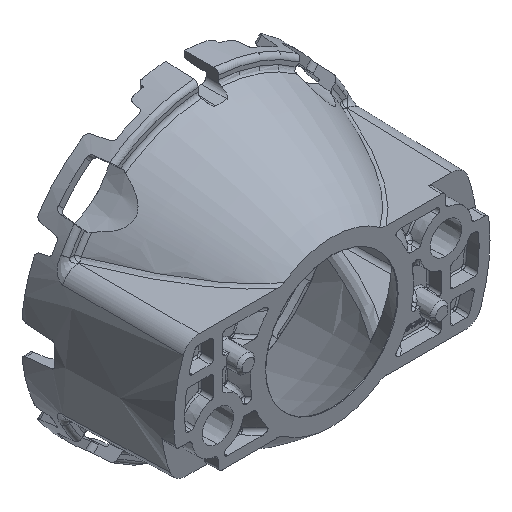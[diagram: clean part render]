
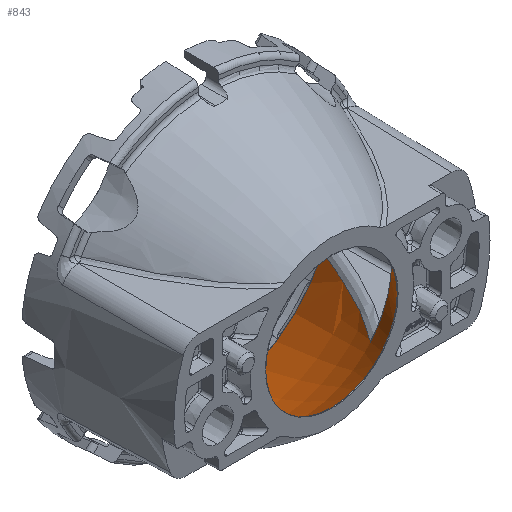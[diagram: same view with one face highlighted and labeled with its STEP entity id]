
A CAD part, isometric view. The second image highlights one B-rep face of the part: STEP entity #843.
In plain terms, the highlighted face is a revolution surface.
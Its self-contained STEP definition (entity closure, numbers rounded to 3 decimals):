
#843=ADVANCED_FACE('',(#2202),#2203,.T.);
#2202=FACE_OUTER_BOUND('',#5125,.T.);
#2203=SURFACE_OF_REVOLUTION('',#5126,#5127);
#5125=EDGE_LOOP('',(#12673,#12674,#12675,#12676,#12677,#12678,#12679,#12680,#12681,#12682));
#5126=B_SPLINE_CURVE_WITH_KNOTS('',3,(#12683,#12684,#12685,#12686,#12687,#12688,#12689,#12690,#12691,#12692,#12693),.UNSPECIFIED.,.F.,.F.,(4,1,1,1,1,1,1,1,4),(0.0,0.01,0.043,0.242,0.371,0.499,0.757,0.99,1.0),.UNSPECIFIED.);
#5127=AXIS1_PLACEMENT('',#12694,#12695);
#12673=ORIENTED_EDGE('',*,*,#18185,.T.);
#12674=ORIENTED_EDGE('',*,*,#18186,.T.);
#12675=ORIENTED_EDGE('',*,*,#18187,.T.);
#12676=ORIENTED_EDGE('',*,*,#18188,.T.);
#12677=ORIENTED_EDGE('',*,*,#18189,.T.);
#12678=ORIENTED_EDGE('',*,*,#18190,.F.);
#12679=ORIENTED_EDGE('',*,*,#17889,.T.);
#12680=ORIENTED_EDGE('',*,*,#18191,.T.);
#12681=ORIENTED_EDGE('',*,*,#17887,.T.);
#12682=ORIENTED_EDGE('',*,*,#18192,.F.);
#12683=CARTESIAN_POINT('',(6.983,-0.524,0.));
#12684=CARTESIAN_POINT('',(7.022,-0.485,0.));
#12685=CARTESIAN_POINT('',(7.195,-0.313,0.));
#12686=CARTESIAN_POINT('',(8.155,0.682,0.));
#12687=CARTESIAN_POINT('',(9.398,2.32,0.));
#12688=CARTESIAN_POINT('',(10.749,4.506,0.));
#12689=CARTESIAN_POINT('',(12.126,7.053,0.));
#12690=CARTESIAN_POINT('',(13.544,10.217,0.));
#12691=CARTESIAN_POINT('',(14.561,12.812,0.));
#12692=CARTESIAN_POINT('',(15.052,14.067,0.));
#12693=CARTESIAN_POINT('',(15.072,14.118,0.));
#12694=CARTESIAN_POINT('',(0.,4.876,0.));
#12695=DIRECTION('',(-0.0,-1.0,-0.0));
#17887=EDGE_CURVE('',#20567,#20568,#20569,.T.);
#17889=EDGE_CURVE('',#20572,#20570,#20573,.T.);
#18185=EDGE_CURVE('',#21039,#21040,#21041,.T.);
#18186=EDGE_CURVE('',#21040,#21042,#21043,.T.);
#18187=EDGE_CURVE('',#21042,#21044,#21045,.T.);
#18188=EDGE_CURVE('',#21044,#21046,#21047,.T.);
#18189=EDGE_CURVE('',#21046,#21048,#21049,.T.);
#18190=EDGE_CURVE('',#20572,#21048,#21050,.T.);
#18191=EDGE_CURVE('',#20570,#20567,#21051,.T.);
#18192=EDGE_CURVE('',#21039,#20568,#21052,.T.);
#20567=VERTEX_POINT('',#25682);
#20568=VERTEX_POINT('',#25683);
#20569=B_SPLINE_CURVE_WITH_KNOTS('',3,(#25684,#25685,#25686,#25687,#25688),.UNSPECIFIED.,.F.,.F.,(4,1,4),(0.0,0.142,1.0),.UNSPECIFIED.);
#20570=VERTEX_POINT('',#25689);
#20572=VERTEX_POINT('',#25691);
#20573=B_SPLINE_CURVE_WITH_KNOTS('',3,(#25692,#25693,#25694,#25695,#25696,#25697,#25698,#25699,#25700,#25701),.UNSPECIFIED.,.F.,.F.,(4,1,1,1,1,1,1,4),(0.0,0.125,0.255,0.392,0.535,0.684,0.839,1.0),.UNSPECIFIED.);
#21039=VERTEX_POINT('',#27144);
#21040=VERTEX_POINT('',#27145);
#21041=B_SPLINE_CURVE_WITH_KNOTS('',3,(#27146,#27147,#27148,#27149),.UNSPECIFIED.,.F.,.F.,(4,4),(0.0,1.0),.UNSPECIFIED.);
#21042=VERTEX_POINT('',#27150);
#21043=B_SPLINE_CURVE_WITH_KNOTS('',3,(#27151,#27152,#27153,#27154,#27155,#27156,#27157,#27158,#27159,#27160,#27161,#27162,#27163,#27164),.UNSPECIFIED.,.F.,.F.,(4,1,1,1,1,1,1,1,1,1,1,4),(0.0,0.04,0.081,0.123,0.166,0.209,0.322,0.446,0.57,0.709,0.853,1.0),.UNSPECIFIED.);
#21044=VERTEX_POINT('',#27165);
#21045=CIRCLE('',#27166,15.012);
#21046=VERTEX_POINT('',#27167);
#21047=B_SPLINE_CURVE_WITH_KNOTS('',3,(#27168,#27169,#27170,#27171,#27172,#27173,#27174,#27175,#27176,#27177,#27178,#27179,#27180,#27181),.UNSPECIFIED.,.F.,.F.,(4,1,1,1,1,1,1,1,1,1,1,4),(0.0,0.073,0.146,0.218,0.29,0.428,0.553,0.678,0.79,0.862,0.932,1.0),.UNSPECIFIED.);
#21048=VERTEX_POINT('',#27182);
#21049=B_SPLINE_CURVE_WITH_KNOTS('',3,(#27183,#27184,#27185,#27186),.UNSPECIFIED.,.F.,.F.,(4,4),(0.0,1.0),.UNSPECIFIED.);
#21050=CIRCLE('',#27187,9.588);
#21051=CIRCLE('',#27188,7.1);
#21052=CIRCLE('',#27189,9.588);
#25682=CARTESIAN_POINT('',(7.1,-0.407,0.));
#25683=CARTESIAN_POINT('',(9.588,2.679,0.));
#25684=CARTESIAN_POINT('',(7.1,-0.407,0.));
#25685=CARTESIAN_POINT('',(7.234,-0.274,0.));
#25686=CARTESIAN_POINT('',(8.158,0.684,0.));
#25687=CARTESIAN_POINT('',(8.959,1.742,0.));
#25688=CARTESIAN_POINT('',(9.588,2.679,0.));
#25689=CARTESIAN_POINT('',(-7.1,-0.407,0.));
#25691=CARTESIAN_POINT('',(-9.588,2.679,0.));
#25692=CARTESIAN_POINT('',(-9.588,2.679,0.));
#25693=CARTESIAN_POINT('',(-9.495,2.542,0.001));
#25694=CARTESIAN_POINT('',(-9.305,2.262,0.002));
#25695=CARTESIAN_POINT('',(-9.004,1.84,0.003));
#25696=CARTESIAN_POINT('',(-8.679,1.404,0.003));
#25697=CARTESIAN_POINT('',(-8.329,0.958,0.003));
#25698=CARTESIAN_POINT('',(-7.95,0.505,0.002));
#25699=CARTESIAN_POINT('',(-7.542,0.045,0.001));
#25700=CARTESIAN_POINT('',(-7.249,-0.255,0.));
#25701=CARTESIAN_POINT('',(-7.1,-0.407,0.));
#27144=CARTESIAN_POINT('',(7.304,2.679,-6.211));
#27145=CARTESIAN_POINT('',(7.489,2.9,-6.22));
#27146=CARTESIAN_POINT('',(7.304,2.679,-6.211));
#27147=CARTESIAN_POINT('',(7.366,2.752,-6.215));
#27148=CARTESIAN_POINT('',(7.427,2.826,-6.218));
#27149=CARTESIAN_POINT('',(7.489,2.9,-6.22));
#27150=CARTESIAN_POINT('',(13.486,13.965,-6.593));
#27151=CARTESIAN_POINT('',(7.489,2.9,-6.22));
#27152=CARTESIAN_POINT('',(7.593,3.032,-6.228));
#27153=CARTESIAN_POINT('',(7.805,3.299,-6.245));
#27154=CARTESIAN_POINT('',(8.115,3.713,-6.267));
#27155=CARTESIAN_POINT('',(8.425,4.141,-6.288));
#27156=CARTESIAN_POINT('',(8.732,4.584,-6.307));
#27157=CARTESIAN_POINT('',(9.196,5.281,-6.336));
#27158=CARTESIAN_POINT('',(9.817,6.284,-6.376));
#27159=CARTESIAN_POINT('',(10.558,7.609,-6.422));
#27160=CARTESIAN_POINT('',(11.3,9.063,-6.469));
#27161=CARTESIAN_POINT('',(12.033,10.614,-6.511));
#27162=CARTESIAN_POINT('',(12.768,12.269,-6.547));
#27163=CARTESIAN_POINT('',(13.245,13.395,-6.578));
#27164=CARTESIAN_POINT('',(13.486,13.965,-6.593));
#27165=CARTESIAN_POINT('',(-13.487,13.965,-6.593));
#27166=AXIS2_PLACEMENT_3D('',#33114,#33115,#33116);
#27167=CARTESIAN_POINT('',(-7.465,2.9,-6.248));
#27168=CARTESIAN_POINT('',(-13.487,13.965,-6.593));
#27169=CARTESIAN_POINT('',(-13.367,13.68,-6.584));
#27170=CARTESIAN_POINT('',(-13.128,13.113,-6.568));
#27171=CARTESIAN_POINT('',(-12.764,12.269,-6.548));
#27172=CARTESIAN_POINT('',(-12.396,11.434,-6.531));
#27173=CARTESIAN_POINT('',(-11.905,10.351,-6.511));
#27174=CARTESIAN_POINT('',(-11.299,9.076,-6.483));
#27175=CARTESIAN_POINT('',(-10.554,7.621,-6.441));
#27176=CARTESIAN_POINT('',(-9.808,6.292,-6.397));
#27177=CARTESIAN_POINT('',(-9.121,5.187,-6.358));
#27178=CARTESIAN_POINT('',(-8.52,4.301,-6.324));
#27179=CARTESIAN_POINT('',(-8.001,3.583,-6.292));
#27180=CARTESIAN_POINT('',(-7.642,3.126,-6.263));
#27181=CARTESIAN_POINT('',(-7.465,2.9,-6.248));
#27182=CARTESIAN_POINT('',(-7.281,2.679,-6.238));
#27183=CARTESIAN_POINT('',(-7.465,2.9,-6.248));
#27184=CARTESIAN_POINT('',(-7.404,2.826,-6.246));
#27185=CARTESIAN_POINT('',(-7.342,2.752,-6.242));
#27186=CARTESIAN_POINT('',(-7.281,2.679,-6.238));
#27187=AXIS2_PLACEMENT_3D('',#33117,#33118,#33119);
#27188=AXIS2_PLACEMENT_3D('',#33120,#33121,#33122);
#27189=AXIS2_PLACEMENT_3D('',#33123,#33124,#33125);
#33114=CARTESIAN_POINT('',(0.,13.965,0.));
#33115=DIRECTION('',(0.0,1.0,0.0));
#33116=DIRECTION('',(0.898,0.0,-0.439));
#33117=CARTESIAN_POINT('',(0.,2.679,0.));
#33118=DIRECTION('',(0.0,-1.0,0.0));
#33119=DIRECTION('',(-1.,0.0,0.));
#33120=CARTESIAN_POINT('',(0.,-0.407,0.));
#33121=DIRECTION('',(0.0,-1.0,0.0));
#33122=DIRECTION('',(-1.,0.0,0.));
#33123=CARTESIAN_POINT('',(0.,2.679,0.));
#33124=DIRECTION('',(0.0,-1.0,0.0));
#33125=DIRECTION('',(0.762,0.0,-0.648));
